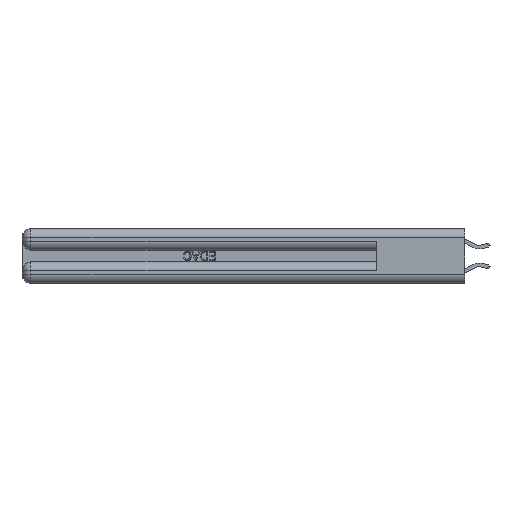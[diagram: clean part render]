
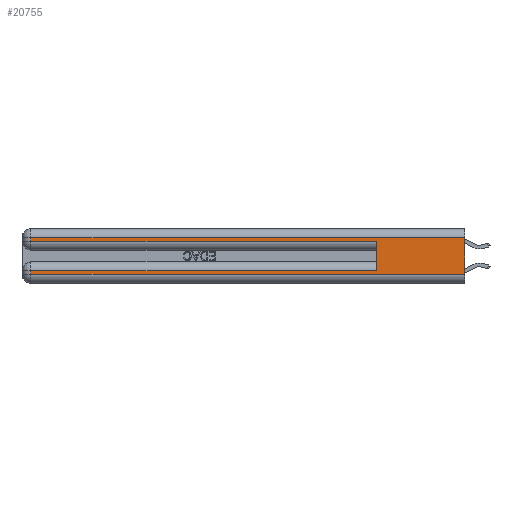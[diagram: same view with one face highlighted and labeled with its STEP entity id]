
A CAD part, left-side view. The second image highlights one B-rep face of the part: STEP entity #20755.
In plain terms, the highlighted planar face has unit normal (-1, 0, 0).
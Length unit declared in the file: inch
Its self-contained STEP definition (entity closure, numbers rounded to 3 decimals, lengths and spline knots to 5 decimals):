
#498 = ORIENTED_EDGE ( 'NONE', *, *, #29696, .T. ) ;
#907 = ORIENTED_EDGE ( 'NONE', *, *, #12324, .T. ) ;
#1027 = DIRECTION ( 'NONE',  ( 0., 0., 1. ) ) ;
#1111 = DIRECTION ( 'NONE',  ( 0., 0., -1. ) ) ;
#1494 = VERTEX_POINT ( 'NONE', #2975 ) ;
#1495 = VECTOR ( 'NONE', #21203, 39.37008 ) ;
#1684 = VERTEX_POINT ( 'NONE', #13596 ) ;
#2025 = CARTESIAN_POINT ( 'NONE',  ( 0., 0., 0.37 ) ) ;
#2297 = EDGE_CURVE ( 'NONE', #18377, #11012, #15176, .T. ) ;
#2753 = CARTESIAN_POINT ( 'NONE',  ( 0., 2.94, 0.06 ) ) ;
#2975 = CARTESIAN_POINT ( 'NONE',  ( 0., 2.94, 0.085 ) ) ;
#3007 = EDGE_CURVE ( 'NONE', #1494, #31443, #31599, .T. ) ;
#3011 = CARTESIAN_POINT ( 'NONE',  ( 0., 0., 0.06 ) ) ;
#3805 = PLANE ( 'NONE',  #12426 ) ;
#5147 = EDGE_LOOP ( 'NONE', ( #20636, #10432, #11785, #907, #9759, #498, #25709, #14646 ) ) ;
#5593 = CARTESIAN_POINT ( 'NONE',  ( 0., 0., 0.31 ) ) ;
#6268 = CARTESIAN_POINT ( 'NONE',  ( 0., 0.6, 0.145 ) ) ;
#8385 = DIRECTION ( 'NONE',  ( 0., 0., -1. ) ) ;
#9759 = ORIENTED_EDGE ( 'NONE', *, *, #21736, .F. ) ;
#9792 = VECTOR ( 'NONE', #8385, 39.37008 ) ;
#10081 = VERTEX_POINT ( 'NONE', #10389 ) ;
#10389 = CARTESIAN_POINT ( 'NONE',  ( 0., 2.94, 0.285 ) ) ;
#10432 = ORIENTED_EDGE ( 'NONE', *, *, #22226, .T. ) ;
#10729 = CARTESIAN_POINT ( 'NONE',  ( 0., 0., 0.085 ) ) ;
#10942 = CARTESIAN_POINT ( 'NONE',  ( 0., 0., 0.285 ) ) ;
#11012 = VERTEX_POINT ( 'NONE', #3011 ) ;
#11785 = ORIENTED_EDGE ( 'NONE', *, *, #21779, .T. ) ;
#12224 = EDGE_CURVE ( 'NONE', #31443, #11012, #31458, .T. ) ;
#12324 = EDGE_CURVE ( 'NONE', #10081, #1684, #23713, .T. ) ;
#12426 = AXIS2_PLACEMENT_3D ( 'NONE', #13944, #24185, #1111 ) ;
#13596 = CARTESIAN_POINT ( 'NONE',  ( 0., 0.6, 0.285 ) ) ;
#13944 = CARTESIAN_POINT ( 'NONE',  ( 0., 0., 0.37 ) ) ;
#14019 = VERTEX_POINT ( 'NONE', #21970 ) ;
#14172 = CARTESIAN_POINT ( 'NONE',  ( 0., 2.94, 0.31 ) ) ;
#14646 = ORIENTED_EDGE ( 'NONE', *, *, #12224, .T. ) ;
#15176 = LINE ( 'NONE', #2025, #28489 ) ;
#16548 = DIRECTION ( 'NONE',  ( 0., 0., -1. ) ) ;
#17701 = DIRECTION ( 'NONE',  ( 0., 0., -1. ) ) ;
#18377 = VERTEX_POINT ( 'NONE', #5593 ) ;
#18397 = VECTOR ( 'NONE', #1027, 39.37008 ) ;
#19504 = CARTESIAN_POINT ( 'NONE',  ( 0., 0., 0.31 ) ) ;
#20636 = ORIENTED_EDGE ( 'NONE', *, *, #2297, .F. ) ;
#20755 = ADVANCED_FACE ( 'NONE', ( #21669 ), #3805, .F. ) ;
#21203 = DIRECTION ( 'NONE',  ( 0., -1., 0. ) ) ;
#21529 = CARTESIAN_POINT ( 'NONE',  ( 0., 0., 0.06 ) ) ;
#21669 = FACE_OUTER_BOUND ( 'NONE', #5147, .T. ) ;
#21736 = EDGE_CURVE ( 'NONE', #14019, #1684, #22063, .T. ) ;
#21741 = CARTESIAN_POINT ( 'NONE',  ( 0., 2.94, 0.37 ) ) ;
#21779 = EDGE_CURVE ( 'NONE', #27084, #10081, #29802, .T. ) ;
#21970 = CARTESIAN_POINT ( 'NONE',  ( 0., 0.6, 0.085 ) ) ;
#22063 = LINE ( 'NONE', #6268, #18397 ) ;
#22144 = VECTOR ( 'NONE', #16548, 39.37008 ) ;
#22226 = EDGE_CURVE ( 'NONE', #18377, #27084, #22524, .T. ) ;
#22524 = LINE ( 'NONE', #19504, #25913 ) ;
#23339 = LINE ( 'NONE', #10729, #29936 ) ;
#23713 = LINE ( 'NONE', #10942, #1495 ) ;
#24185 = DIRECTION ( 'NONE',  ( 1., 0., 0. ) ) ;
#25190 = DIRECTION ( 'NONE',  ( 0., 1., 0. ) ) ;
#25709 = ORIENTED_EDGE ( 'NONE', *, *, #3007, .T. ) ;
#25913 = VECTOR ( 'NONE', #25190, 39.37008 ) ;
#27084 = VERTEX_POINT ( 'NONE', #14172 ) ;
#27849 = VECTOR ( 'NONE', #28939, 39.37008 ) ;
#28315 = DIRECTION ( 'NONE',  ( 0., 1., 0. ) ) ;
#28489 = VECTOR ( 'NONE', #17701, 39.37008 ) ;
#28939 = DIRECTION ( 'NONE',  ( 0., -1., 0. ) ) ;
#29062 = CARTESIAN_POINT ( 'NONE',  ( 0., 2.94, 0.37 ) ) ;
#29696 = EDGE_CURVE ( 'NONE', #14019, #1494, #23339, .T. ) ;
#29802 = LINE ( 'NONE', #21741, #22144 ) ;
#29936 = VECTOR ( 'NONE', #28315, 39.37008 ) ;
#31443 = VERTEX_POINT ( 'NONE', #2753 ) ;
#31458 = LINE ( 'NONE', #21529, #27849 ) ;
#31599 = LINE ( 'NONE', #29062, #9792 ) ;
